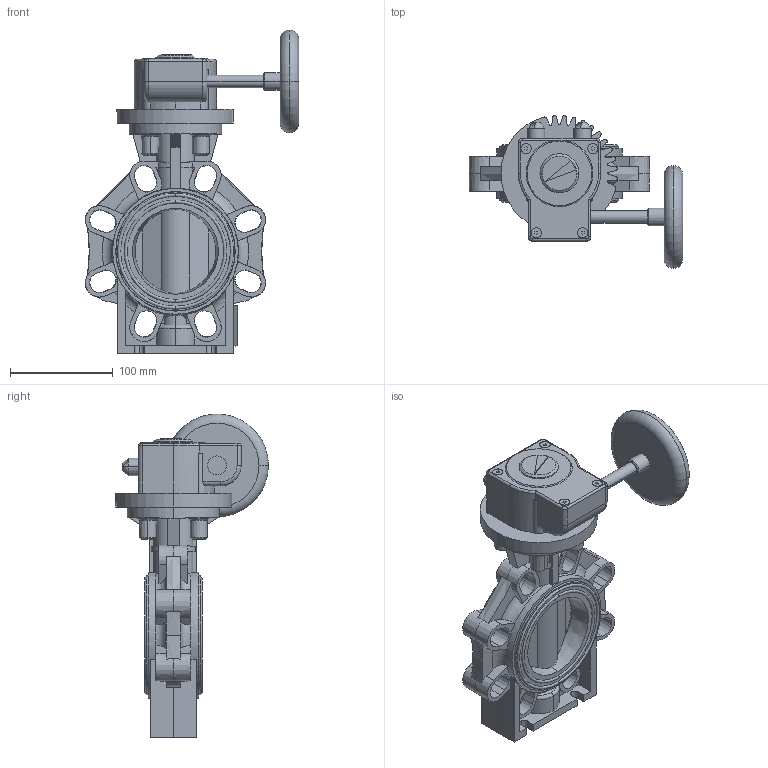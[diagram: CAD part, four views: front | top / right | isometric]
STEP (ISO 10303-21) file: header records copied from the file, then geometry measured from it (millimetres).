
FILE_DESCRIPTION(('STEP AP214'),'1');
FILE_NAME('cctmp_CCD395B3-46B9-4DCE-BF5D-9A1E788492CE_2021_10_25_11_27_35_0667..stp','2021-10-25T09:27:36',('Praher Valves GmbH'),('CADClick - www.CADClick.com'),'Spatial InterOp 3D',' ','unknown authorization');
FILE_SCHEMA(('AUTOMOTIVE_DESIGN'));
Length unit declared in the file: millimetre
Products named in the file (3): cc_unnamed; 126021_1; 126021
Assembly tree (2 placements, depth 2):
  cc_unnamed
    126021_1
    126021
Bounding box: 207.98 x 148.88 x 315.6 mm (x, y, z)
Volume: 993009.6 mm3; surface area: 237511.5 mm2
Topology: 5 solids, 172 shells, 764 faces, 2342 edges, 1776 vertices
Faces by surface type: plane 379, cylinder 185, cone 136, torus 63, bspline 1
Entity records: 33259 total; most frequent: CARTESIAN_POINT 5782, DIRECTION 4714, ORIENTED_EDGE 3934, EDGE_CURVE 2334, VERTEX_POINT 1776, AXIS2_PLACEMENT_3D 1746, LINE 1222, VECTOR 1222
